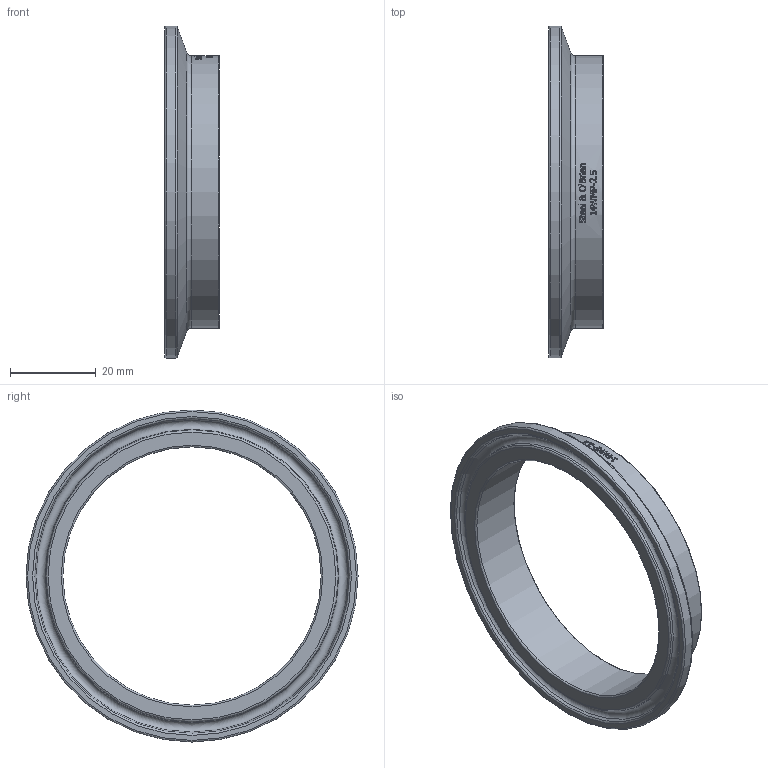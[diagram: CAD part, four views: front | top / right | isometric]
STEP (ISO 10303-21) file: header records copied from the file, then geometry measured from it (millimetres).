
FILE_DESCRIPTION(/* description */ (''),/* implementation_level */ '2;1');
FILE_NAME(/* name */ '14WMP-2.5.stp',/* time_stamp */ '2018-11-16T13:15:15-05:00',/* author */ ('ken'),/* organization */ (''),/* preprocessor_version */ 'ST-DEVELOPER v15.2',/* originating_system */ 'Autodesk Inventor 2014',/* authorisation */ '');
FILE_SCHEMA (('AUTOMOTIVE_DESIGN { 1 0 10303 214 3 1 1 }'));
Length unit declared in the file: inch
Products named in the file (1): 14WMP-2.5
Bounding box: 12.7 x 77.39 x 77.39 mm (x, y, z)
Volume: 9567.9 mm3; surface area: 8591.5 mm2
Topology: 1 solids, 1 shells, 362 faces, 966 edges, 640 vertices
Faces by surface type: plane 162, bspline 152, cylinder 36, torus 9, cone 3
Full cylindrical faces by diameter (mm): 60.198 x1, 63.5 x1, 77.394 x1
Entity records: 14124 total; most frequent: CARTESIAN_POINT 5935, ORIENTED_EDGE 1902, DIRECTION 1277, EDGE_CURVE 951, VERTEX_POINT 640, LINE 439, VECTOR 439, AXIS2_PLACEMENT_3D 419
